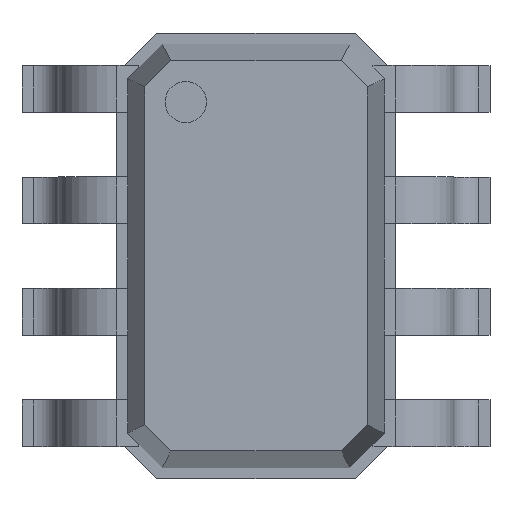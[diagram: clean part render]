
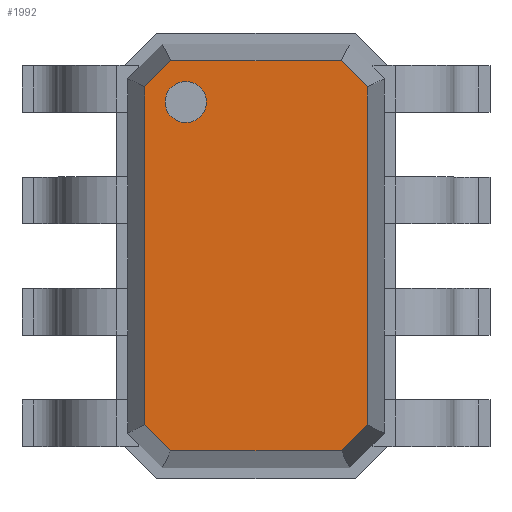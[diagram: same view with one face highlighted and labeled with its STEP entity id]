
A CAD part, top view. The second image highlights one B-rep face of the part: STEP entity #1992.
In plain terms, the highlighted planar face has unit normal (0, 0, 1).
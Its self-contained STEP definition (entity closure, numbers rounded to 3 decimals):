
#13=DIRECTION('',(0.,0.,1.));
#14=DIRECTION('',(1.,0.,-0.));
#27=VECTOR('',#28,1.);
#28=DIRECTION('',(0.707,0.707,0.));
#55=VECTOR('',#56,1.);
#56=DIRECTION('',(1.,0.,0.));
#62=VECTOR('',#63,1.);
#63=DIRECTION('',(0.707,-0.707,0.));
#69=VECTOR('',#70,1.);
#70=DIRECTION('',(0.,-1.,0.));
#76=VECTOR('',#77,1.);
#77=DIRECTION('',(-0.707,-0.707,0.));
#83=VECTOR('',#84,1.);
#84=DIRECTION('',(-1.,0.,0.));
#90=VECTOR('',#91,1.);
#91=DIRECTION('',(-0.707,0.707,0.));
#95=VECTOR('',#96,1.);
#96=DIRECTION('',(0.,1.,0.));
#99=DIRECTION('',(-0.,0.,1.));
#1001=VERTEX_POINT('',#1002);
#1002=CARTESIAN_POINT('',(-0.383,0.875,1.1));
#1004=ORIENTED_EDGE('',*,*,#1005,.F.);
#1005=EDGE_CURVE('',#1006,#1001,#1008,.T.);
#1006=VERTEX_POINT('',#1007);
#1007=CARTESIAN_POINT('',(-0.5,0.758,1.1));
#1008=LINE('',#1007,#27);
#1019=VERTEX_POINT('',#1020);
#1020=CARTESIAN_POINT('',(0.383,0.875,1.1));
#1022=ORIENTED_EDGE('',*,*,#1023,.F.);
#1023=EDGE_CURVE('',#1001,#1019,#1024,.T.);
#1024=LINE('',#1002,#55);
#1037=VERTEX_POINT('',#1038);
#1038=CARTESIAN_POINT('',(0.5,0.758,1.1));
#1040=ORIENTED_EDGE('',*,*,#1041,.F.);
#1041=EDGE_CURVE('',#1019,#1037,#1042,.T.);
#1042=LINE('',#1020,#62);
#1983=ORIENTED_EDGE('',*,*,#1984,.F.);
#1984=EDGE_CURVE('',#1985,#1006,#1987,.T.);
#1985=VERTEX_POINT('',#1986);
#1986=CARTESIAN_POINT('',(-0.5,-0.758,1.1));
#1987=LINE('',#1986,#95);
#1992=ADVANCED_FACE('',(#1993,#2013),#2022,.T.);
#1993=FACE_BOUND('',#1994,.T.);
#1994=EDGE_LOOP('',(#1004,#1983,#1995,#2000,#2005,#2010,#1040,#1022));
#1995=ORIENTED_EDGE('',*,*,#1996,.F.);
#1996=EDGE_CURVE('',#1997,#1985,#1999,.T.);
#1997=VERTEX_POINT('',#1998);
#1998=CARTESIAN_POINT('',(-0.383,-0.875,1.1));
#1999=LINE('',#1998,#90);
#2000=ORIENTED_EDGE('',*,*,#2001,.F.);
#2001=EDGE_CURVE('',#2002,#1997,#2004,.T.);
#2002=VERTEX_POINT('',#2003);
#2003=CARTESIAN_POINT('',(0.383,-0.875,1.1));
#2004=LINE('',#2003,#83);
#2005=ORIENTED_EDGE('',*,*,#2006,.F.);
#2006=EDGE_CURVE('',#2007,#2002,#2009,.T.);
#2007=VERTEX_POINT('',#2008);
#2008=CARTESIAN_POINT('',(0.5,-0.758,1.1));
#2009=LINE('',#2008,#76);
#2010=ORIENTED_EDGE('',*,*,#2011,.F.);
#2011=EDGE_CURVE('',#1037,#2007,#2012,.T.);
#2012=LINE('',#1038,#69);
#2013=FACE_BOUND('',#2014,.T.);
#2014=EDGE_LOOP('',(#2015));
#2015=ORIENTED_EDGE('',*,*,#2016,.F.);
#2016=EDGE_CURVE('',#2017,#2017,#2019,.T.);
#2017=VERTEX_POINT('',#2018);
#2018=CARTESIAN_POINT('',(-0.223,0.69,1.1));
#2019=CIRCLE('',#2020,0.093);
#2020=AXIS2_PLACEMENT_3D('',#2021,#13,#14);
#2021=CARTESIAN_POINT('',(-0.315,0.69,1.1));
#2022=PLANE('',#2023);
#2023=AXIS2_PLACEMENT_3D('',#1007,#99,#2024);
#2024=DIRECTION('',(0.476,-0.88,0.));
